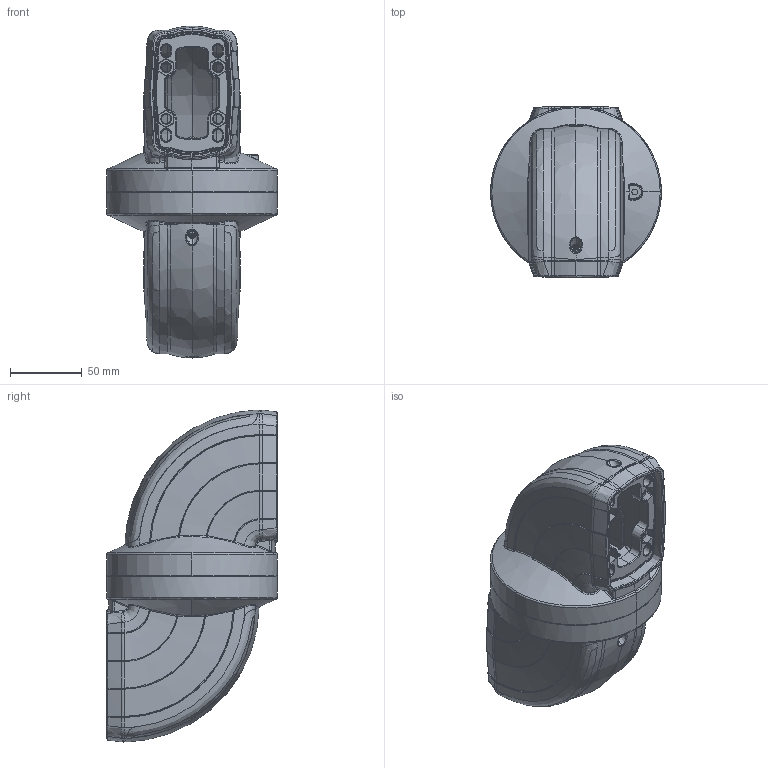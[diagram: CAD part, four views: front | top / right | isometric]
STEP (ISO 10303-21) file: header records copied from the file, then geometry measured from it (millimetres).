
FILE_DESCRIPTION (( 'STEP AP214' ), '1' );
FILE_NAME ('TK060.500_REV6.STEP', '2024-08-02T17:36:54', ( '' ), ( '' ), 'SwSTEP 2.0', 'SolidWorks 2023', '' );
FILE_SCHEMA (( 'AUTOMOTIVE_DESIGN' ));
Length unit declared in the file: inch
Products named in the file (1): TK060.500_REV6
Bounding box: 119 x 119.19 x 231.36 mm (x, y, z)
Volume: 1006053.2 mm3; surface area: 134743.2 mm2
Topology: 1 solids, 1 shells, 2021 faces, 5132 edges, 3058 vertices
Faces by surface type: bspline 1171, cylinder 355, plane 263, cone 232
Full cylindrical faces by diameter (mm): 119 x1
Entity records: 129590 total; most frequent: CARTESIAN_POINT 91269, ORIENTED_EDGE 10054, DIRECTION 5184, EDGE_CURVE 5027, VERTEX_POINT 3054, B_SPLINE_CURVE_WITH_KNOTS 2663, AXIS2_PLACEMENT_3D 2184, EDGE_LOOP 2111
